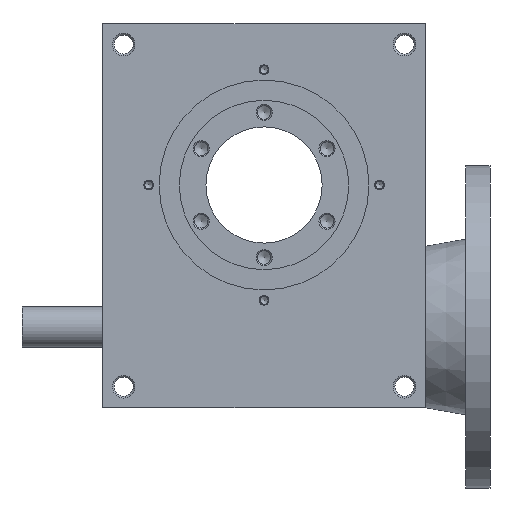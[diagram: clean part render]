
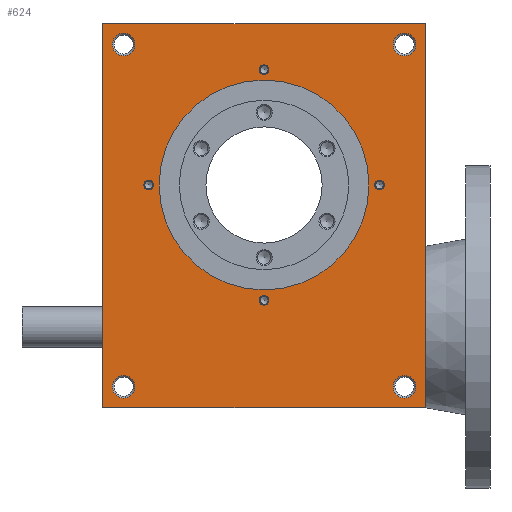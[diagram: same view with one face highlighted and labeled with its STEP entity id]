
A CAD part, front view. The second image highlights one B-rep face of the part: STEP entity #624.
In plain terms, the highlighted planar face has unit normal (0, -1, 0).
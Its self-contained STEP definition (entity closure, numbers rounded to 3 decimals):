
#624 = ADVANCED_FACE( '', ( #1470, #1471, #1472, #1473, #1474, #1475, #1476, #1477, #1478, #1479 ), #1480, .F. );
#1470 = FACE_BOUND( '', #2580, .T. );
#1471 = FACE_BOUND( '', #2581, .T. );
#1472 = FACE_BOUND( '', #2582, .T. );
#1473 = FACE_BOUND( '', #2583, .T. );
#1474 = FACE_BOUND( '', #2584, .T. );
#1475 = FACE_BOUND( '', #2585, .T. );
#1476 = FACE_BOUND( '', #2586, .T. );
#1477 = FACE_BOUND( '', #2587, .T. );
#1478 = FACE_BOUND( '', #2588, .T. );
#1479 = FACE_OUTER_BOUND( '', #2589, .T. );
#1480 = PLANE( '', #2590 );
#2580 = EDGE_LOOP( '', ( #4154 ) );
#2581 = EDGE_LOOP( '', ( #4155 ) );
#2582 = EDGE_LOOP( '', ( #4156 ) );
#2583 = EDGE_LOOP( '', ( #4157 ) );
#2584 = EDGE_LOOP( '', ( #4158 ) );
#2585 = EDGE_LOOP( '', ( #4159 ) );
#2586 = EDGE_LOOP( '', ( #4160 ) );
#2587 = EDGE_LOOP( '', ( #4161 ) );
#2588 = EDGE_LOOP( '', ( #4162 ) );
#2589 = EDGE_LOOP( '', ( #4163, #4164, #4165, #4166 ) );
#2590 = AXIS2_PLACEMENT_3D( '', #4167, #4168, #4169 );
#4154 = ORIENTED_EDGE( '', *, *, #5986, .T. );
#4155 = ORIENTED_EDGE( '', *, *, #6060, .F. );
#4156 = ORIENTED_EDGE( '', *, *, #6061, .F. );
#4157 = ORIENTED_EDGE( '', *, *, #5658, .F. );
#4158 = ORIENTED_EDGE( '', *, *, #6062, .T. );
#4159 = ORIENTED_EDGE( '', *, *, #6063, .T. );
#4160 = ORIENTED_EDGE( '', *, *, #6064, .T. );
#4161 = ORIENTED_EDGE( '', *, *, #5813, .T. );
#4162 = ORIENTED_EDGE( '', *, *, #6065, .T. );
#4163 = ORIENTED_EDGE( '', *, *, #6066, .T. );
#4164 = ORIENTED_EDGE( '', *, *, #5739, .F. );
#4165 = ORIENTED_EDGE( '', *, *, #5908, .F. );
#4166 = ORIENTED_EDGE( '', *, *, #6067, .T. );
#4167 = CARTESIAN_POINT( '', ( -100., -69., 119. ) );
#4168 = DIRECTION( '', ( 0., 1., 0. ) );
#4169 = DIRECTION( '', ( 0., 0., 1. ) );
#5658 = EDGE_CURVE( '', #6605, #6605, #6606, .T. );
#5739 = EDGE_CURVE( '', #6736, #6729, #6738, .T. );
#5813 = EDGE_CURVE( '', #6856, #6856, #6857, .T. );
#5908 = EDGE_CURVE( '', #7011, #6736, #7013, .T. );
#5986 = EDGE_CURVE( '', #7137, #7137, #7138, .T. );
#6060 = EDGE_CURVE( '', #7246, #7246, #7247, .T. );
#6061 = EDGE_CURVE( '', #7248, #7248, #7249, .T. );
#6062 = EDGE_CURVE( '', #7250, #7250, #7251, .T. );
#6063 = EDGE_CURVE( '', #7252, #7252, #7253, .T. );
#6064 = EDGE_CURVE( '', #7254, #7254, #7255, .T. );
#6065 = EDGE_CURVE( '', #7256, #7256, #7257, .T. );
#6066 = EDGE_CURVE( '', #7258, #6729, #7259, .T. );
#6067 = EDGE_CURVE( '', #7011, #7258, #7260, .T. );
#6605 = VERTEX_POINT( '', #7923 );
#6606 = CIRCLE( '', #7924, 3. );
#6729 = VERTEX_POINT( '', #8093 );
#6736 = VERTEX_POINT( '', #8103 );
#6738 = LINE( '', #8106, #8107 );
#6856 = VERTEX_POINT( '', #8264 );
#6857 = CIRCLE( '', #8265, 7. );
#7011 = VERTEX_POINT( '', #8453 );
#7013 = LINE( '', #8456, #8457 );
#7137 = VERTEX_POINT( '', #8682 );
#7138 = CIRCLE( '', #8683, 3. );
#7246 = VERTEX_POINT( '', #8810 );
#7247 = CIRCLE( '', #8811, 3. );
#7248 = VERTEX_POINT( '', #8812 );
#7249 = CIRCLE( '', #8813, 3. );
#7250 = VERTEX_POINT( '', #8814 );
#7251 = CIRCLE( '', #8815, 65. );
#7252 = VERTEX_POINT( '', #8816 );
#7253 = CIRCLE( '', #8817, 7. );
#7254 = VERTEX_POINT( '', #8818 );
#7255 = CIRCLE( '', #8819, 7. );
#7256 = VERTEX_POINT( '', #8820 );
#7257 = CIRCLE( '', #8821, 7. );
#7258 = VERTEX_POINT( '', #8822 );
#7259 = LINE( '', #8823, #8824 );
#7260 = LINE( '', #8825, #8826 );
#7923 = CARTESIAN_POINT( '', ( 71.5, -69., 16. ) );
#7924 = AXIS2_PLACEMENT_3D( '', #9587, #9588, #9589 );
#8093 = CARTESIAN_POINT( '', ( 100., -69., -119. ) );
#8103 = CARTESIAN_POINT( '', ( 100., -69., 119. ) );
#8106 = CARTESIAN_POINT( '', ( 100., -69., 119. ) );
#8107 = VECTOR( '', #9670, 1000. );
#8264 = CARTESIAN_POINT( '', ( 87., -69., -99. ) );
#8265 = AXIS2_PLACEMENT_3D( '', #9749, #9750, #9751 );
#8453 = CARTESIAN_POINT( '', ( -100., -69., 119. ) );
#8456 = CARTESIAN_POINT( '', ( -100., -69., 119. ) );
#8457 = VECTOR( '', #9889, 1000. );
#8682 = CARTESIAN_POINT( '', ( 0., -69., 93.5 ) );
#8683 = AXIS2_PLACEMENT_3D( '', #9979, #9980, #9981 );
#8810 = CARTESIAN_POINT( '', ( 0., -69., -55.5 ) );
#8811 = AXIS2_PLACEMENT_3D( '', #10085, #10086, #10087 );
#8812 = CARTESIAN_POINT( '', ( -71.5, -69., 16. ) );
#8813 = AXIS2_PLACEMENT_3D( '', #10088, #10089, #10090 );
#8814 = CARTESIAN_POINT( '', ( 0., -69., 84. ) );
#8815 = AXIS2_PLACEMENT_3D( '', #10091, #10092, #10093 );
#8816 = CARTESIAN_POINT( '', ( -87., -69., -99. ) );
#8817 = AXIS2_PLACEMENT_3D( '', #10094, #10095, #10096 );
#8818 = CARTESIAN_POINT( '', ( -87., -69., 113. ) );
#8819 = AXIS2_PLACEMENT_3D( '', #10097, #10098, #10099 );
#8820 = CARTESIAN_POINT( '', ( 87., -69., 113. ) );
#8821 = AXIS2_PLACEMENT_3D( '', #10100, #10101, #10102 );
#8822 = CARTESIAN_POINT( '', ( -100., -69., -119. ) );
#8823 = CARTESIAN_POINT( '', ( -100., -69., -119. ) );
#8824 = VECTOR( '', #10103, 1000. );
#8825 = CARTESIAN_POINT( '', ( -100., -69., 119. ) );
#8826 = VECTOR( '', #10104, 1000. );
#9587 = CARTESIAN_POINT( '', ( 71.5, -69., 19. ) );
#9588 = DIRECTION( '', ( 0., -1., 0. ) );
#9589 = DIRECTION( '', ( 0., 0., -1. ) );
#9670 = DIRECTION( '', ( 0., 0., -1. ) );
#9749 = CARTESIAN_POINT( '', ( 87., -69., -106. ) );
#9750 = DIRECTION( '', ( 0., 1., 0. ) );
#9751 = DIRECTION( '', ( 0., 0., 1. ) );
#9889 = DIRECTION( '', ( 1., 0., 0. ) );
#9979 = CARTESIAN_POINT( '', ( 0., -69., 90.5 ) );
#9980 = DIRECTION( '', ( 0., 1., 0. ) );
#9981 = DIRECTION( '', ( 0., 0., 1. ) );
#10085 = CARTESIAN_POINT( '', ( 0., -69., -52.5 ) );
#10086 = DIRECTION( '', ( 0., -1., 0. ) );
#10087 = DIRECTION( '', ( 0., 0., -1. ) );
#10088 = CARTESIAN_POINT( '', ( -71.5, -69., 19. ) );
#10089 = DIRECTION( '', ( 0., -1., 0. ) );
#10090 = DIRECTION( '', ( 0., 0., -1. ) );
#10091 = CARTESIAN_POINT( '', ( 0., -69., 19. ) );
#10092 = DIRECTION( '', ( 0., 1., 0. ) );
#10093 = DIRECTION( '', ( 0., 0., 1. ) );
#10094 = CARTESIAN_POINT( '', ( -87., -69., -106. ) );
#10095 = DIRECTION( '', ( 0., 1., 0. ) );
#10096 = DIRECTION( '', ( 0., 0., 1. ) );
#10097 = CARTESIAN_POINT( '', ( -87., -69., 106. ) );
#10098 = DIRECTION( '', ( 0., 1., 0. ) );
#10099 = DIRECTION( '', ( 0., 0., 1. ) );
#10100 = CARTESIAN_POINT( '', ( 87., -69., 106. ) );
#10101 = DIRECTION( '', ( 0., 1., 0. ) );
#10102 = DIRECTION( '', ( 0., 0., 1. ) );
#10103 = DIRECTION( '', ( 1., 0., 0. ) );
#10104 = DIRECTION( '', ( 0., 0., -1. ) );
